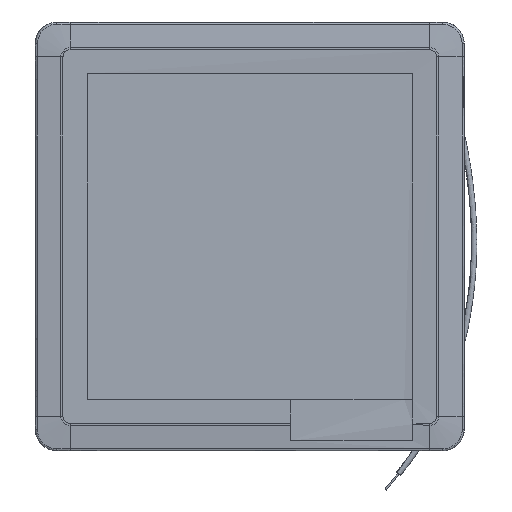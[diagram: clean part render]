
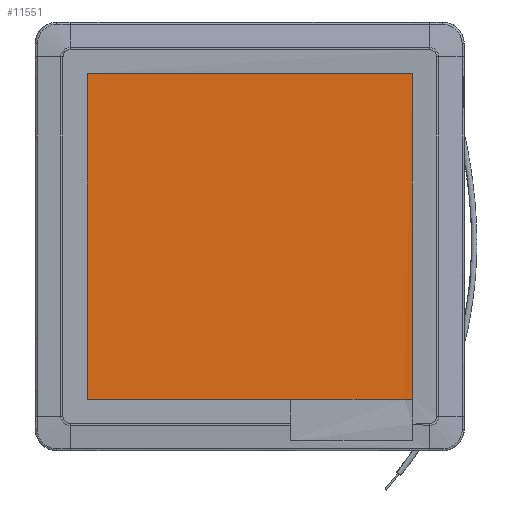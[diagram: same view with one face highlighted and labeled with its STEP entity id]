
A CAD part, front view. The second image highlights one B-rep face of the part: STEP entity #11551.
In plain terms, the highlighted planar face has unit normal (0, -1, 0).
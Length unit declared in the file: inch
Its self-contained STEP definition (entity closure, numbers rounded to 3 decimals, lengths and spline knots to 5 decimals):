
#152 = CARTESIAN_POINT ( 'NONE',  ( 1.58895, -0.89429, 0.54976 ) ) ;
#261 = EDGE_LOOP ( 'NONE', ( #6029, #7303, #13109, #8434, #8633, #9392 ) ) ;
#3060 = CARTESIAN_POINT ( 'NONE',  ( 1.50936, -0.89429, -1.57155 ) ) ;
#3377 = EDGE_CURVE ( 'NONE', #6818, #13302, #24183, .T. ) ;
#3433 = DIRECTION ( 'NONE',  ( 1., 0., 0. ) ) ;
#4215 = PLANE ( 'NONE',  #4533 ) ;
#4533 = AXIS2_PLACEMENT_3D ( 'NONE', #12435, #10431, #6391 ) ;
#4969 = LINE ( 'NONE', #3060, #9140 ) ;
#5053 = CARTESIAN_POINT ( 'NONE',  ( -1.58895, -0.89429, 1.61041 ) ) ;
#5108 = DIRECTION ( 'NONE',  ( 1., 0., 0. ) ) ;
#5979 = CARTESIAN_POINT ( 'NONE',  ( 1.58895, -0.89429, 1.61041 ) ) ;
#6029 = ORIENTED_EDGE ( 'NONE', *, *, #8595, .T. ) ;
#6391 = DIRECTION ( 'NONE',  ( 0., 0., -1. ) ) ;
#6818 = VERTEX_POINT ( 'NONE', #20863 ) ;
#7303 = ORIENTED_EDGE ( 'NONE', *, *, #14197, .T. ) ;
#8335 = VECTOR ( 'NONE', #3433, 39.37008 ) ;
#8434 = ORIENTED_EDGE ( 'NONE', *, *, #19028, .T. ) ;
#8595 = EDGE_CURVE ( 'NONE', #15448, #9573, #23070, .T. ) ;
#8633 = ORIENTED_EDGE ( 'NONE', *, *, #3377, .T. ) ;
#9112 = LINE ( 'NONE', #5053, #10061 ) ;
#9140 = VECTOR ( 'NONE', #5108, 39.37008 ) ;
#9392 = ORIENTED_EDGE ( 'NONE', *, *, #21511, .T. ) ;
#9573 = VERTEX_POINT ( 'NONE', #15672 ) ;
#10061 = VECTOR ( 'NONE', #13142, 39.37008 ) ;
#10289 = CARTESIAN_POINT ( 'NONE',  ( 1.58895, -0.89429, -0.51089 ) ) ;
#10392 = DIRECTION ( 'NONE',  ( 0., 0., -1. ) ) ;
#10431 = DIRECTION ( 'NONE',  ( 0., -1., 0. ) ) ;
#10563 = CARTESIAN_POINT ( 'NONE',  ( 1.58895, -0.89429, -1.57154 ) ) ;
#11551 = ADVANCED_FACE ( 'NONE', ( #24930 ), #4215, .T. ) ;
#11637 = CARTESIAN_POINT ( 'NONE',  ( -1.58895, -0.89429, 1.61041 ) ) ;
#11928 = CARTESIAN_POINT ( 'NONE',  ( -1.89926, -0.89429, -1.57155 ) ) ;
#12435 = CARTESIAN_POINT ( 'NONE',  ( -1.58895, -0.89429, -1.60622 ) ) ;
#12625 = VECTOR ( 'NONE', #10392, 39.37008 ) ;
#13109 = ORIENTED_EDGE ( 'NONE', *, *, #23479, .T. ) ;
#13142 = DIRECTION ( 'NONE',  ( -1., 0., 0. ) ) ;
#13302 = VERTEX_POINT ( 'NONE', #14448 ) ;
#14106 = CARTESIAN_POINT ( 'NONE',  ( 0.39997, -0.89429, -1.57155 ) ) ;
#14197 = EDGE_CURVE ( 'NONE', #9573, #24087, #9112, .T. ) ;
#14448 = CARTESIAN_POINT ( 'NONE',  ( 1.50936, -0.89429, -1.57155 ) ) ;
#15448 = VERTEX_POINT ( 'NONE', #16148 ) ;
#15672 = CARTESIAN_POINT ( 'NONE',  ( 1.58895, -0.90421, 1.61041 ) ) ;
#16148 = CARTESIAN_POINT ( 'NONE',  ( 1.58895, -0.90301, -1.57154 ) ) ;
#16271 = LINE ( 'NONE', #11928, #8335 ) ;
#18372 = LINE ( 'NONE', #25026, #12625 ) ;
#19028 = EDGE_CURVE ( 'NONE', #23744, #6818, #16271, .T. ) ;
#20863 = CARTESIAN_POINT ( 'NONE',  ( 0.39997, -0.89429, -1.57155 ) ) ;
#21511 = EDGE_CURVE ( 'NONE', #13302, #15448, #4969, .T. ) ;
#22415 = VECTOR ( 'NONE', #26632, 39.37008 ) ;
#23070 = B_SPLINE_CURVE_WITH_KNOTS ( 'NONE', 3,
 ( #10563, #10289, #152, #5979 ),
 .UNSPECIFIED., .F., .F.,
 ( 4, 4 ),
 ( 0., 1. ),
 .UNSPECIFIED. ) ;
#23479 = EDGE_CURVE ( 'NONE', #24087, #23744, #18372, .T. ) ;
#23744 = VERTEX_POINT ( 'NONE', #24458 ) ;
#24087 = VERTEX_POINT ( 'NONE', #11637 ) ;
#24183 = LINE ( 'NONE', #14106, #22415 ) ;
#24458 = CARTESIAN_POINT ( 'NONE',  ( -1.58895, -0.89429, -1.57155 ) ) ;
#24930 = FACE_OUTER_BOUND ( 'NONE', #261, .T. ) ;
#25026 = CARTESIAN_POINT ( 'NONE',  ( -1.58895, -0.89429, -1.60622 ) ) ;
#26632 = DIRECTION ( 'NONE',  ( 1., 0., 0. ) ) ;
